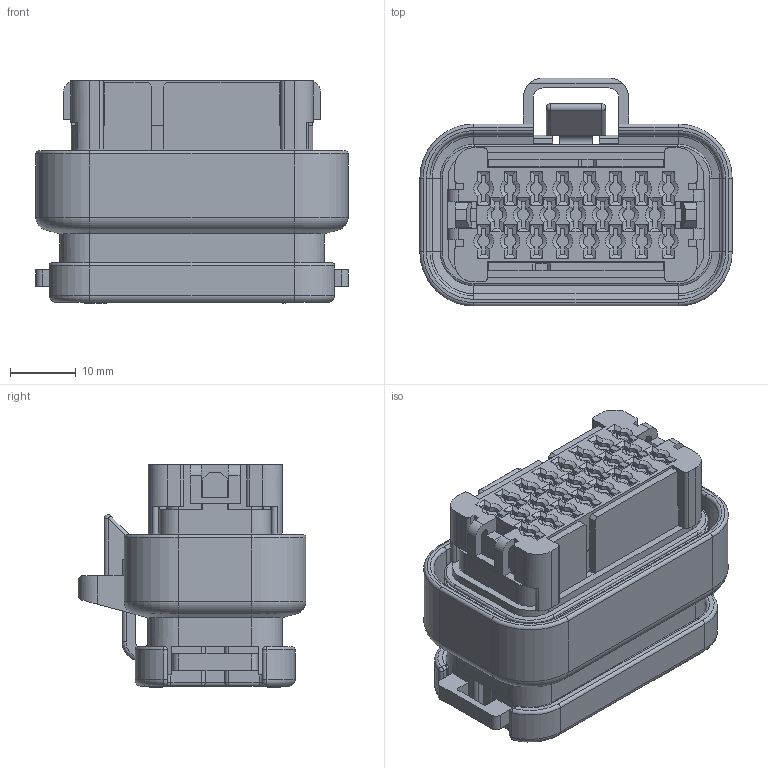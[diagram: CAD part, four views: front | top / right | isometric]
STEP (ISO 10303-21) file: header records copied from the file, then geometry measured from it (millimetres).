
FILE_DESCRIPTION((''),'2;1');
FILE_NAME('C-770680-1','2009-11-20T',('workeradm'),(''),'PRO/ENGINEER BY PARAMETRIC TECHNOLOGY CORPORATION, 2008380','PRO/ENGINEER BY PARAMETRIC TECHNOLOGY CORPORATION, 2008380','');
FILE_SCHEMA(('AUTOMOTIVE_DESIGN { 1 0 10303 214 1 1 1 1 }'));
Length unit declared in the file: millimetre
Products named in the file (1): C-770680-1
Bounding box: 47.4 x 34.6 x 33.75 mm (x, y, z)
Volume: 26171 mm3; surface area: 14148 mm2
Topology: 3 solids, 3 shells, 1165 faces, 2974 edges, 1860 vertices
Faces by surface type: plane 755, cylinder 284, cone 54, torus 52, sphere 14, bspline 4, extrusion 2
Entity records: 35306 total; most frequent: CARTESIAN_POINT 6852, ORIENTED_EDGE 5948, DIRECTION 5848, EDGE_CURVE 2974, VECTOR 2166, LINE 2164, VERTEX_POINT 1860, AXIS2_PLACEMENT_3D 1841
